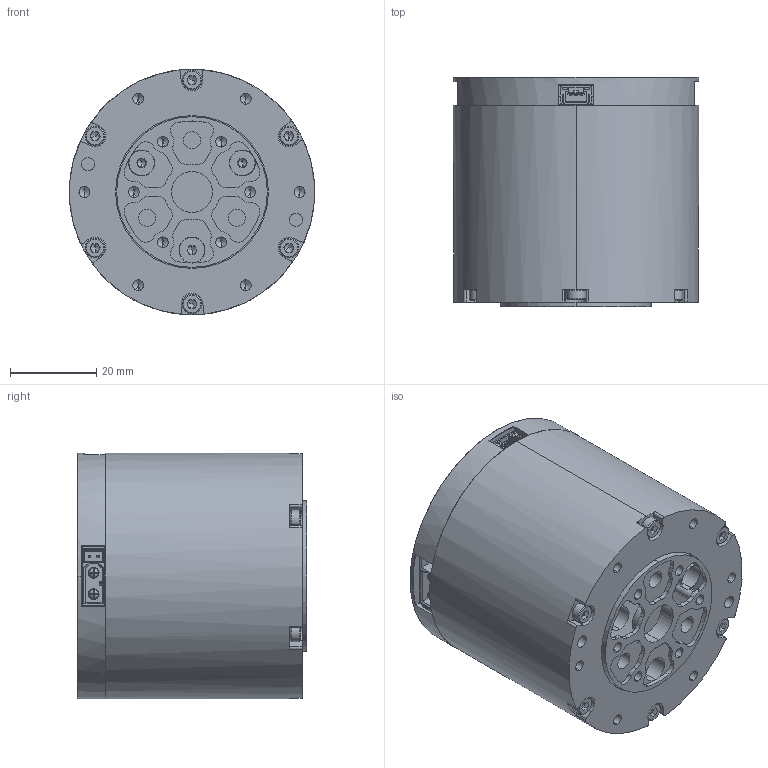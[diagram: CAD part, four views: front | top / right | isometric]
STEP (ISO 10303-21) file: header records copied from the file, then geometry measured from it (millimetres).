
FILE_DESCRIPTION((''),'2;1');
FILE_NAME('DM_4340__3D20240822_1','2024-09-25T18:06:55',('005'),(''),'CREO PARAMETRIC BY PTC INC, 2020053','CREO PARAMETRIC BY PTC INC, 2020053','');
FILE_SCHEMA(('CONFIG_CONTROL_DESIGN'));
Length unit declared in the file: millimetre
Products named in the file (5): DM_4340_3D_1_1_1_1_4; 4310__VER_B0001_1_1_1_1_4; G43_V1_1_3-230824_4; DM_4340__3D20240325_1_4; DM_4340__3D20240822_1
Assembly tree (4 placements, depth 3):
  DM_4340__3D20240822_1
    DM_4340__3D20240325_1_4
      DM_4340_3D_1_1_1_1_4
      4310__VER_B0001_1_1_1_1_4
      G43_V1_1_3-230824_4
Bounding box: 57 x 53.3 x 57 mm (x, y, z)
Volume: 114563 mm3; surface area: 30133.2 mm2
Topology: 2 solids, 8 shells, 2101 faces, 5788 edges, 3768 vertices
Faces by surface type: plane 1126, cylinder 680, cone 176, bspline 68, extrusion 21, revolution 16, torus 14
Entity records: 83167 total; most frequent: CARTESIAN_POINT 29213, ORIENTED_EDGE 11472, DIRECTION 10873, EDGE_CURVE 5736, VERTEX_POINT 3768, VECTOR 3633, AXIS2_PLACEMENT_3D 3612, LINE 3612
